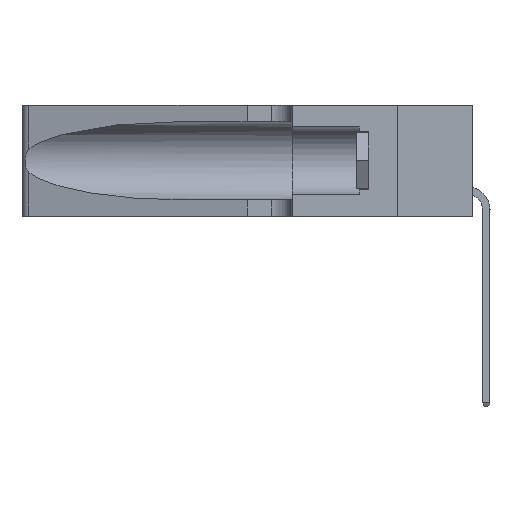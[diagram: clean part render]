
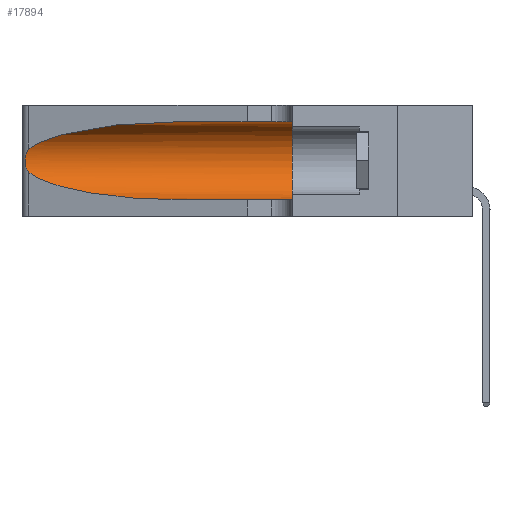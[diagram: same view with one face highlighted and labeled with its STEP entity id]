
A CAD part, left-side view. The second image highlights one B-rep face of the part: STEP entity #17894.
In plain terms, the highlighted cylindrical face has radius 3.308 mm (diameter 6.617 mm), a partial arc.
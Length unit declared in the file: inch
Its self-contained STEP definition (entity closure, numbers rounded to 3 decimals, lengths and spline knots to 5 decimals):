
#14 =( BOUNDED_CURVE ( )  B_SPLINE_CURVE ( 3, ( #15285, #3997, #499, #2046 ),
 .UNSPECIFIED., .F., .F. ) 
 B_SPLINE_CURVE_WITH_KNOTS ( ( 4, 4 ),
 ( 1.5708, 2.84003 ),
 .UNSPECIFIED. ) 
 CURVE ( )  GEOMETRIC_REPRESENTATION_ITEM ( )  RATIONAL_B_SPLINE_CURVE ( ( 1., 0.87, 0.87, 1. ) ) 
 REPRESENTATION_ITEM ( '' )  );
#499 = CARTESIAN_POINT ( 'NONE',  ( 0.2373, 1.15595, 0.28018 ) ) ;
#584 = ORIENTED_EDGE ( 'NONE', *, *, #8163, .T. ) ;
#1060 = LINE ( 'NONE', #4147, #16736 ) ;
#1239 = CARTESIAN_POINT ( 'NONE',  ( 0.1305, 0.35, 0.05475 ) ) ;
#2046 = CARTESIAN_POINT ( 'NONE',  ( 0.25487, 1.22718, 0.22369 ) ) ;
#2139 = CARTESIAN_POINT ( 'NONE',  ( 0.26018, 1.23835, 0.19895 ) ) ;
#2210 =( BOUNDED_CURVE ( )  B_SPLINE_CURVE ( 3, ( #18879, #18537, #17332, #2282 ),
 .UNSPECIFIED., .F., .T. ) 
 B_SPLINE_CURVE_WITH_KNOTS ( ( 4, 4 ),
 ( 3.44316, 4.71239 ),
 .UNSPECIFIED. ) 
 CURVE ( )  GEOMETRIC_REPRESENTATION_ITEM ( )  RATIONAL_B_SPLINE_CURVE ( ( 1., 0.87, 0.87, 1. ) ) 
 REPRESENTATION_ITEM ( '' )  );
#2282 = CARTESIAN_POINT ( 'NONE',  ( 0.1305, 0.72297, 0.05475 ) ) ;
#2558 = FACE_OUTER_BOUND ( 'NONE', #10666, .T. ) ;
#2846 = LINE ( 'NONE', #12011, #10916 ) ;
#3580 = CYLINDRICAL_SURFACE ( 'NONE', #20523, 0.13025 ) ;
#3590 = CARTESIAN_POINT ( 'NONE',  ( 0.25854, 1.2359, 0.20912 ) ) ;
#3734 = CARTESIAN_POINT ( 'NONE',  ( 0.25787, 1.23484, 0.2124 ) ) ;
#3830 = DIRECTION ( 'NONE',  ( 0., -1., 0. ) ) ;
#3872 = CARTESIAN_POINT ( 'NONE',  ( 0.25639, 1.23186, 0.15144 ) ) ;
#3906 = CARTESIAN_POINT ( 'NONE',  ( 0.25487, 1.22718, 0.14631 ) ) ;
#3997 = CARTESIAN_POINT ( 'NONE',  ( 0.18966, 0.96281, 0.31525 ) ) ;
#4147 = CARTESIAN_POINT ( 'NONE',  ( 0.1305, 1.61858, 0.31525 ) ) ;
#4283 = ORIENTED_EDGE ( 'NONE', *, *, #14222, .T. ) ;
#5117 = CARTESIAN_POINT ( 'NONE',  ( 0.1305, 0.35, 0.31525 ) ) ;
#5215 = CARTESIAN_POINT ( 'NONE',  ( 0.26017, 1.23833, 0.17102 ) ) ;
#5255 = DIRECTION ( 'NONE',  ( 0., 0., -1. ) ) ;
#5355 = CARTESIAN_POINT ( 'NONE',  ( 0.25555, 1.22994, 0.2215 ) ) ;
#5509 = CARTESIAN_POINT ( 'NONE',  ( 0.25555, 1.22993, 0.14849 ) ) ;
#5645 = DIRECTION ( 'NONE',  ( 0., -1., 0. ) ) ;
#5721 = EDGE_CURVE ( 'NONE', #16663, #12485, #5997, .T. ) ;
#5780 = CARTESIAN_POINT ( 'NONE',  ( 0.25487, 1.22718, 0.14631 ) ) ;
#5997 = B_SPLINE_CURVE_WITH_KNOTS ( 'NONE', 3,
 ( #16423, #5355, #15080, #3734, #3590, #2139, #6756, #14865, #5215, #19710, #16992, #3872, #5509, #5780 ),
 .UNSPECIFIED., .F., .F.,
 ( 4, 2, 2, 2, 2, 2, 4 ),
 ( 0., 0.00027, 0.00053, 0.00107, 0.0016, 0.00187, 0.00214 ),
 .UNSPECIFIED. ) ;
#6572 = ORIENTED_EDGE ( 'NONE', *, *, #14109, .F. ) ;
#6756 = CARTESIAN_POINT ( 'NONE',  ( 0.26075, 1.23896, 0.19203 ) ) ;
#7266 = DIRECTION ( 'NONE',  ( 0., 1., 0. ) ) ;
#7849 = EDGE_CURVE ( 'NONE', #20401, #16663, #14, .T. ) ;
#8163 = EDGE_CURVE ( 'NONE', #12485, #13459, #2210, .T. ) ;
#8402 = CIRCLE ( 'NONE', #19133, 0.13025 ) ;
#9794 = ORIENTED_EDGE ( 'NONE', *, *, #7849, .T. ) ;
#10666 = EDGE_LOOP ( 'NONE', ( #9794, #20689, #584, #4283, #6572, #13495 ) ) ;
#10916 = VECTOR ( 'NONE', #3830, 39.37008 ) ;
#11438 = DIRECTION ( 'NONE',  ( 0., -1., 0. ) ) ;
#12011 = CARTESIAN_POINT ( 'NONE',  ( 0.1305, 1.61858, 0.05475 ) ) ;
#12485 = VERTEX_POINT ( 'NONE', #3906 ) ;
#13355 = CARTESIAN_POINT ( 'NONE',  ( 0.1305, 0.72297, 0.31525 ) ) ;
#13459 = VERTEX_POINT ( 'NONE', #20047 ) ;
#13495 = ORIENTED_EDGE ( 'NONE', *, *, #17505, .F. ) ;
#14109 = EDGE_CURVE ( 'NONE', #20262, #18841, #8402, .T. ) ;
#14222 = EDGE_CURVE ( 'NONE', #13459, #18841, #2846, .T. ) ;
#14865 = CARTESIAN_POINT ( 'NONE',  ( 0.26075, 1.23896, 0.178 ) ) ;
#15080 = CARTESIAN_POINT ( 'NONE',  ( 0.25639, 1.23184, 0.21858 ) ) ;
#15186 = CARTESIAN_POINT ( 'NONE',  ( 0.1305, 0.35, 0.185 ) ) ;
#15285 = CARTESIAN_POINT ( 'NONE',  ( 0.1305, 0.72297, 0.31525 ) ) ;
#16423 = CARTESIAN_POINT ( 'NONE',  ( 0.25487, 1.22718, 0.22369 ) ) ;
#16663 = VERTEX_POINT ( 'NONE', #19802 ) ;
#16736 = VECTOR ( 'NONE', #5645, 39.37008 ) ;
#16992 = CARTESIAN_POINT ( 'NONE',  ( 0.25789, 1.23486, 0.15765 ) ) ;
#17332 = CARTESIAN_POINT ( 'NONE',  ( 0.18966, 0.96281, 0.05475 ) ) ;
#17505 = EDGE_CURVE ( 'NONE', #20401, #20262, #1060, .T. ) ;
#17894 = ADVANCED_FACE ( 'NONE', ( #2558 ), #3580, .F. ) ;
#18286 = DIRECTION ( 'NONE',  ( 0., 0., 1. ) ) ;
#18537 = CARTESIAN_POINT ( 'NONE',  ( 0.2373, 1.15595, 0.08982 ) ) ;
#18841 = VERTEX_POINT ( 'NONE', #1239 ) ;
#18879 = CARTESIAN_POINT ( 'NONE',  ( 0.25487, 1.22718, 0.14631 ) ) ;
#19133 = AXIS2_PLACEMENT_3D ( 'NONE', #15186, #7266, #18286 ) ;
#19710 = CARTESIAN_POINT ( 'NONE',  ( 0.25856, 1.23593, 0.16098 ) ) ;
#19750 = CARTESIAN_POINT ( 'NONE',  ( 0.1305, 1.61858, 0.185 ) ) ;
#19802 = CARTESIAN_POINT ( 'NONE',  ( 0.25487, 1.22718, 0.22369 ) ) ;
#20047 = CARTESIAN_POINT ( 'NONE',  ( 0.1305, 0.72297, 0.05475 ) ) ;
#20262 = VERTEX_POINT ( 'NONE', #5117 ) ;
#20401 = VERTEX_POINT ( 'NONE', #13355 ) ;
#20523 = AXIS2_PLACEMENT_3D ( 'NONE', #19750, #11438, #5255 ) ;
#20689 = ORIENTED_EDGE ( 'NONE', *, *, #5721, .T. ) ;
